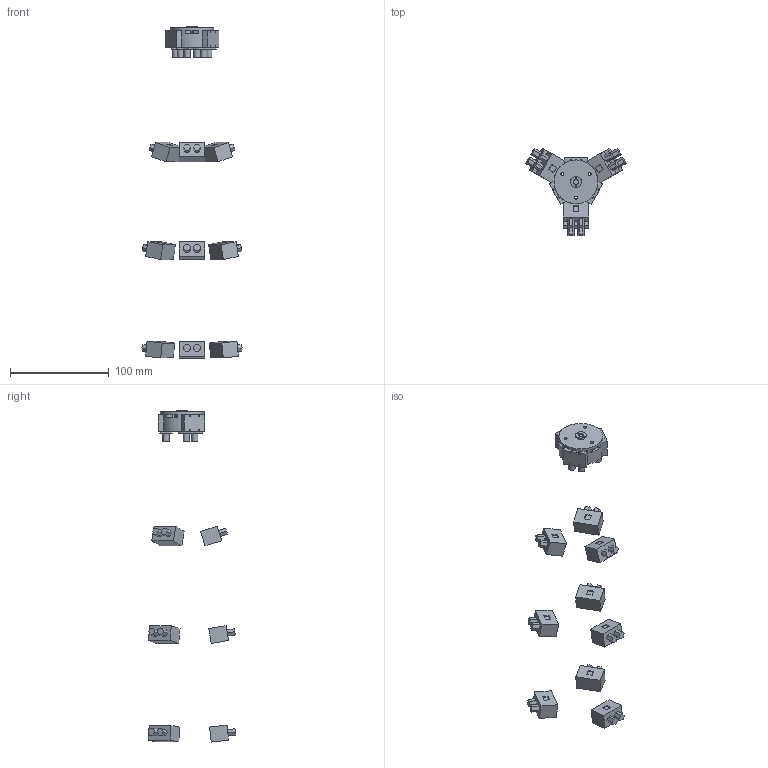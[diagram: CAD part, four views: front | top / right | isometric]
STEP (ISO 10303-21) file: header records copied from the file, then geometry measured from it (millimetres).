
FILE_DESCRIPTION(/* description */ ('STEP AP242','CAx-IF Rec.Pracs.---Representation and Presentation of Product Manufacturing Information (PMI)---4.0---2014-10-13','CAx-IF Rec.Pracs.---3D Tessellated Geometry---0.4---2014-09-14','2;1'),/* implementation_level */ '2;1');
FILE_NAME(/* name */ '688a5584aacd4a3391c8f643',/* time_stamp */ '2025-07-30T17:25:25Z',/* author */ (''),/* organization */ (''),/* preprocessor_version */ 'ST-DEVELOPER v20',/* originating_system */ 'ONSHAPE BY PTC INC, 1.201',/* authorisation */ ' ');
FILE_SCHEMA (('AP242_MANAGED_MODEL_BASED_3D_ENGINEERING_MIM_LF { 1 0 10303 442 1 1 4 }'));
Length unit declared in the file: metre
Products named in the file (11): Assembly 1; rod3_sensor5_box; rod2_sensor4_box; rod1_sensor0_box; rod3_sensor3_box; rod1_sensor6_box; rod1_sensor3_box; rod3_sensor2_box; rod2_sensor1_box; Source Holder; rod2_sensor2_box
Assembly tree (10 placements, depth 2):
  Assembly 1
    rod3_sensor5_box
    rod2_sensor4_box
    rod1_sensor0_box
    rod3_sensor3_box
    rod1_sensor6_box
    rod1_sensor3_box
    rod3_sensor2_box
    rod2_sensor1_box
    Source Holder
    rod2_sensor2_box
Bounding box: 101.72 x 88.46 x 336.41 mm (x, y, z)
Volume: 92659.2 mm3; surface area: 41423.4 mm2
Topology: 10 solids, 10 shells, 731 faces, 1768 edges, 1152 vertices
Faces by surface type: plane 551, cylinder 168, cone 12
Full cylindrical faces by diameter (mm): 0.5 x6, 1.016 x6, 1.27 x8, 1.524 x24, 1.626 x12, 1.778 x8, 2.184 x12, 2.591 x12, 3.175 x3, 4.089 x6, 4.305 x6, 5.078 x1, 6.096 x1, 6.35 x6, 9.525 x3, 11.113 x1, 15.875 x1, 44.45 x1
Entity records: 20794 total; most frequent: CARTESIAN_POINT 3680, DIRECTION 3450, ORIENTED_EDGE 3184, EDGE_CURVE 1592, LINE 1164, VECTOR 1164, AXIS2_PLACEMENT_3D 1143, VERTEX_POINT 1112
